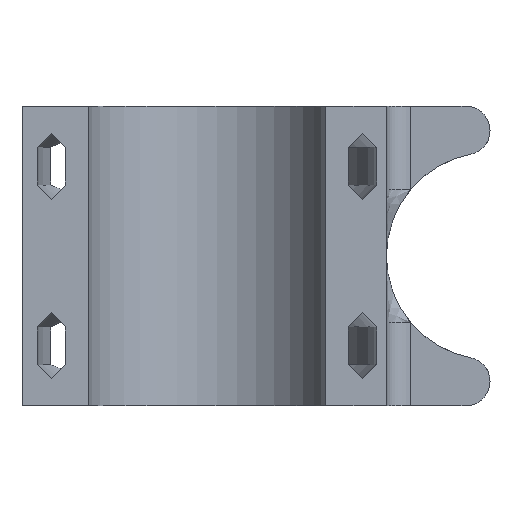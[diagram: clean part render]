
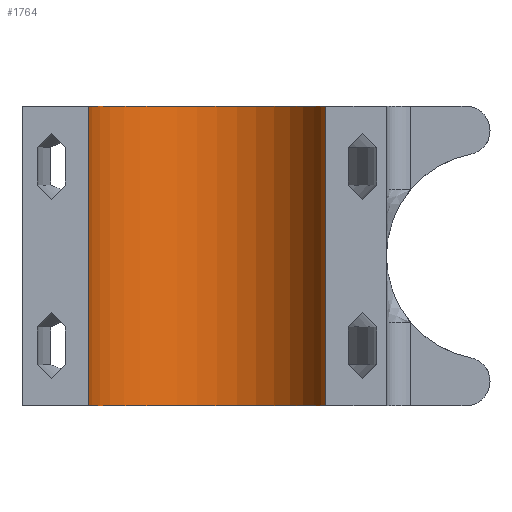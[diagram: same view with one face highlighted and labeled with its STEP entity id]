
A CAD part, front view. The second image highlights one B-rep face of the part: STEP entity #1764.
In plain terms, the highlighted cylindrical face has radius 12.7 mm (diameter 25.4 mm), a partial arc.
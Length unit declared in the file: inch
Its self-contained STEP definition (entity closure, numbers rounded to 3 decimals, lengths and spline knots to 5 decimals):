
#124 = CARTESIAN_POINT ( 'NONE',  ( 0.49608, 0.0625, 0. ) ) ;
#171 = EDGE_CURVE ( 'NONE', #224, #771, #1883, .T. ) ;
#219 = CARTESIAN_POINT ( 'NONE',  ( -0.49608, 0.0625, 0. ) ) ;
#224 = VERTEX_POINT ( 'NONE', #447 ) ;
#232 = CARTESIAN_POINT ( 'NONE',  ( 0., 0., 0. ) ) ;
#277 = VERTEX_POINT ( 'NONE', #1289 ) ;
#302 = CARTESIAN_POINT ( 'NONE',  ( 0.49608, 0.0625, 1.25 ) ) ;
#368 = AXIS2_PLACEMENT_3D ( 'NONE', #232, #1088, #1109 ) ;
#380 = CARTESIAN_POINT ( 'NONE',  ( -0.49608, 0.0625, 1.25 ) ) ;
#424 = EDGE_LOOP ( 'NONE', ( #1205, #1352, #1770, #1442 ) ) ;
#447 = CARTESIAN_POINT ( 'NONE',  ( -0.49608, 0.0625, 1.25 ) ) ;
#451 = FACE_OUTER_BOUND ( 'NONE', #424, .T. ) ;
#708 = VERTEX_POINT ( 'NONE', #124 ) ;
#771 = VERTEX_POINT ( 'NONE', #219 ) ;
#806 = EDGE_CURVE ( 'NONE', #771, #708, #1661, .T. ) ;
#821 = CARTESIAN_POINT ( 'NONE',  ( 0., 0., 1.25 ) ) ;
#949 = CARTESIAN_POINT ( 'NONE',  ( 0., 0., 1.25 ) ) ;
#1002 = AXIS2_PLACEMENT_3D ( 'NONE', #949, #1659, #2166 ) ;
#1077 = VECTOR ( 'NONE', #1126, 39.37008 ) ;
#1088 = DIRECTION ( 'NONE',  ( 0., 0., -1. ) ) ;
#1109 = DIRECTION ( 'NONE',  ( -1., 0., 0. ) ) ;
#1126 = DIRECTION ( 'NONE',  ( 0., 0., -1. ) ) ;
#1135 = CYLINDRICAL_SURFACE ( 'NONE', #1976, 0.5 ) ;
#1205 = ORIENTED_EDGE ( 'NONE', *, *, #806, .T. ) ;
#1224 = VECTOR ( 'NONE', #1956, 39.37008 ) ;
#1289 = CARTESIAN_POINT ( 'NONE',  ( 0.49608, 0.0625, 1.25 ) ) ;
#1352 = ORIENTED_EDGE ( 'NONE', *, *, #1724, .F. ) ;
#1356 = EDGE_CURVE ( 'NONE', #224, #277, #1607, .T. ) ;
#1442 = ORIENTED_EDGE ( 'NONE', *, *, #171, .T. ) ;
#1607 = CIRCLE ( 'NONE', #1002, 0.5 ) ;
#1659 = DIRECTION ( 'NONE',  ( 0., 0., -1. ) ) ;
#1661 = CIRCLE ( 'NONE', #368, 0.5 ) ;
#1724 = EDGE_CURVE ( 'NONE', #277, #708, #2176, .T. ) ;
#1764 = ADVANCED_FACE ( 'NONE', ( #451 ), #1135, .F. ) ;
#1770 = ORIENTED_EDGE ( 'NONE', *, *, #1356, .F. ) ;
#1883 = LINE ( 'NONE', #380, #1224 ) ;
#1956 = DIRECTION ( 'NONE',  ( 0., 0., -1. ) ) ;
#1976 = AXIS2_PLACEMENT_3D ( 'NONE', #821, #2143, #1980 ) ;
#1980 = DIRECTION ( 'NONE',  ( -1., 0., 0. ) ) ;
#2143 = DIRECTION ( 'NONE',  ( 0., 0., -1. ) ) ;
#2166 = DIRECTION ( 'NONE',  ( -1., 0., 0. ) ) ;
#2176 = LINE ( 'NONE', #302, #1077 ) ;
